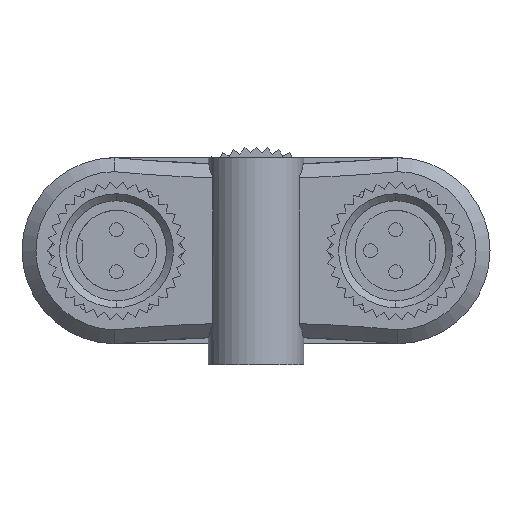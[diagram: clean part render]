
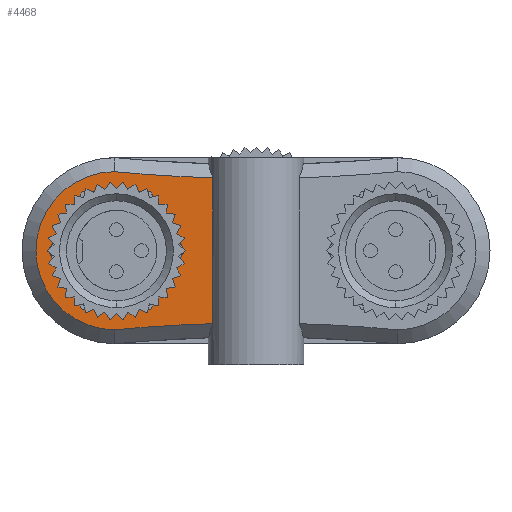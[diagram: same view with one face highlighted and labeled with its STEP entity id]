
A CAD part, front view. The second image highlights one B-rep face of the part: STEP entity #4468.
In plain terms, the highlighted planar face has unit normal (0, -1, 0).
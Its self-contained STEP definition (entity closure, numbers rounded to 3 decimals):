
#432 = ORIENTED_EDGE ( 'NONE', *, *, #25062, .T. ) ;
#783 = DIRECTION ( 'NONE',  ( 0., 1., 0. ) ) ;
#875 = EDGE_LOOP ( 'NONE', ( #8694, #13615 ) ) ;
#1446 = AXIS2_PLACEMENT_3D ( 'NONE', #24001, #4156, #1773 ) ;
#1773 = DIRECTION ( 'NONE',  ( 0., 0., -1. ) ) ;
#1848 = FACE_BOUND ( 'NONE', #875, .T. ) ;
#1993 = AXIS2_PLACEMENT_3D ( 'NONE', #10606, #10473, #18550 ) ;
#2183 = EDGE_CURVE ( 'NONE', #15323, #22818, #11306, .T. ) ;
#3448 = PLANE ( 'NONE',  #24264 ) ;
#4156 = DIRECTION ( 'NONE',  ( 0., 1., 0. ) ) ;
#4468 = ADVANCED_FACE ( 'NONE', ( #25809, #1848 ), #3448, .T. ) ;
#4770 = CARTESIAN_POINT ( 'NONE',  ( 0., -13.2, -111.781 ) ) ;
#4829 = CARTESIAN_POINT ( 'NONE',  ( -3.092, -13.2, 5.226 ) ) ;
#5100 = EDGE_CURVE ( 'NONE', #11114, #22235, #11307, .T. ) ;
#5976 = CIRCLE ( 'NONE', #24982, 106.6 ) ;
#6097 = CIRCLE ( 'NONE', #1446, 106.606 ) ;
#6162 = LINE ( 'NONE', #14223, #23873 ) ;
#6684 = DIRECTION ( 'NONE',  ( 0., 0., -1. ) ) ;
#6700 = VERTEX_POINT ( 'NONE', #20891 ) ;
#6886 = DIRECTION ( 'NONE',  ( 0., 0., -1. ) ) ;
#7014 = DIRECTION ( 'NONE',  ( 0., 0., -1. ) ) ;
#7052 = VERTEX_POINT ( 'NONE', #4829 ) ;
#7084 = AXIS2_PLACEMENT_3D ( 'NONE', #10729, #20650, #12708 ) ;
#7259 = CIRCLE ( 'NONE', #16981, 2.895 ) ;
#7677 = DIRECTION ( 'NONE',  ( 0., -1., 0. ) ) ;
#8437 = ORIENTED_EDGE ( 'NONE', *, *, #11127, .F. ) ;
#8694 = ORIENTED_EDGE ( 'NONE', *, *, #22893, .F. ) ;
#9471 = ORIENTED_EDGE ( 'NONE', *, *, #5100, .T. ) ;
#10473 = DIRECTION ( 'NONE',  ( 0., -1., 0. ) ) ;
#10606 = CARTESIAN_POINT ( 'NONE',  ( -10., -13.2, 0. ) ) ;
#10729 = CARTESIAN_POINT ( 'NONE',  ( -10.1, -13.2, 0. ) ) ;
#11114 = VERTEX_POINT ( 'NONE', #15828 ) ;
#11127 = EDGE_CURVE ( 'NONE', #7052, #6700, #6162, .T. ) ;
#11306 = CIRCLE ( 'NONE', #1993, 2.895 ) ;
#11307 = CIRCLE ( 'NONE', #7084, 5.665 ) ;
#12708 = DIRECTION ( 'NONE',  ( 0., 0., -1. ) ) ;
#13615 = ORIENTED_EDGE ( 'NONE', *, *, #2183, .F. ) ;
#13765 = DIRECTION ( 'NONE',  ( 0., 0., -1. ) ) ;
#14223 = CARTESIAN_POINT ( 'NONE',  ( -3.092, -13.2, -8.185 ) ) ;
#15323 = VERTEX_POINT ( 'NONE', #22027 ) ;
#15757 = CARTESIAN_POINT ( 'NONE',  ( 5.05, -13.2, 55.894 ) ) ;
#15828 = CARTESIAN_POINT ( 'NONE',  ( -10.146, -13.2, 5.665 ) ) ;
#16098 = ORIENTED_EDGE ( 'NONE', *, *, #19134, .T. ) ;
#16672 = CARTESIAN_POINT ( 'NONE',  ( -10., -13.2, 0. ) ) ;
#16981 = AXIS2_PLACEMENT_3D ( 'NONE', #16672, #18785, #7014 ) ;
#18550 = DIRECTION ( 'NONE',  ( 0., 0., -1. ) ) ;
#18785 = DIRECTION ( 'NONE',  ( 0., -1., 0. ) ) ;
#19134 = EDGE_CURVE ( 'NONE', #22235, #6700, #5976, .T. ) ;
#19501 = CARTESIAN_POINT ( 'NONE',  ( -10.146, -13.2, -5.665 ) ) ;
#20112 = CARTESIAN_POINT ( 'NONE',  ( -10., -13.2, 2.895 ) ) ;
#20650 = DIRECTION ( 'NONE',  ( 0., -1., 0. ) ) ;
#20891 = CARTESIAN_POINT ( 'NONE',  ( -3.092, -13.2, -5.226 ) ) ;
#22027 = CARTESIAN_POINT ( 'NONE',  ( -10., -13.2, -2.895 ) ) ;
#22235 = VERTEX_POINT ( 'NONE', #19501 ) ;
#22818 = VERTEX_POINT ( 'NONE', #20112 ) ;
#22893 = EDGE_CURVE ( 'NONE', #22818, #15323, #7259, .T. ) ;
#23042 = EDGE_LOOP ( 'NONE', ( #8437, #432, #9471, #16098 ) ) ;
#23873 = VECTOR ( 'NONE', #6684, 1000. ) ;
#24001 = CARTESIAN_POINT ( 'NONE',  ( 0., -13.2, 111.787 ) ) ;
#24264 = AXIS2_PLACEMENT_3D ( 'NONE', #15757, #7677, #13765 ) ;
#24982 = AXIS2_PLACEMENT_3D ( 'NONE', #4770, #783, #6886 ) ;
#25062 = EDGE_CURVE ( 'NONE', #7052, #11114, #6097, .T. ) ;
#25809 = FACE_OUTER_BOUND ( 'NONE', #23042, .T. ) ;
